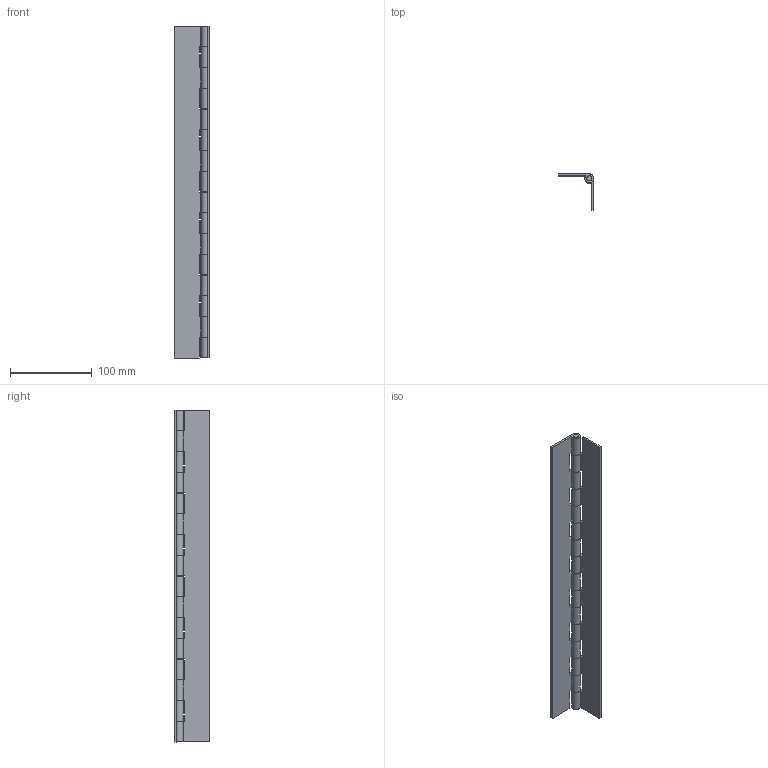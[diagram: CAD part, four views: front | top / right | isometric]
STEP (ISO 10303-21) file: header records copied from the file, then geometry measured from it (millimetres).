
FILE_DESCRIPTION(/* description */ (''),/* implementation_level */ '2;1');
FILE_NAME(/* name */ 'FE-00004-02.iam.stp',/* time_stamp */ '2018-01-01T11:22:03-08:00',/* author */ ('PhillipD'),/* organization */ (''),/* preprocessor_version */ 'ST-DEVELOPER v16.13',/* originating_system */ 'Autodesk Inventor 2018',/* authorisation */ '');
FILE_SCHEMA (('AUTOMOTIVE_DESIGN { 1 0 10303 214 3 1 1 }'));
Length unit declared in the file: inch
Products named in the file (3): FE-00004-02; FE-00004-02a; FE-00004-02b
Assembly tree (3 placements, depth 2):
  FE-00004-02
    FE-00004-02a  x2
    FE-00004-02b
Bounding box: 43.56 x 43.56 x 406.4 mm (x, y, z)
Volume: 99250.1 mm3; surface area: 87714.9 mm2
Topology: 3 solids, 3 shells, 91 faces, 255 edges, 170 vertices
Faces by surface type: plane 58, cylinder 33
Full cylindrical faces by diameter (mm): 6.35 x17
Entity records: 1611 total; most frequent: DIRECTION 260, CARTESIAN_POINT 259, ORIENTED_EDGE 240, EDGE_CURVE 120, AXIS2_PLACEMENT_3D 87, LINE 86, VECTOR 86, VERTEX_POINT 86
